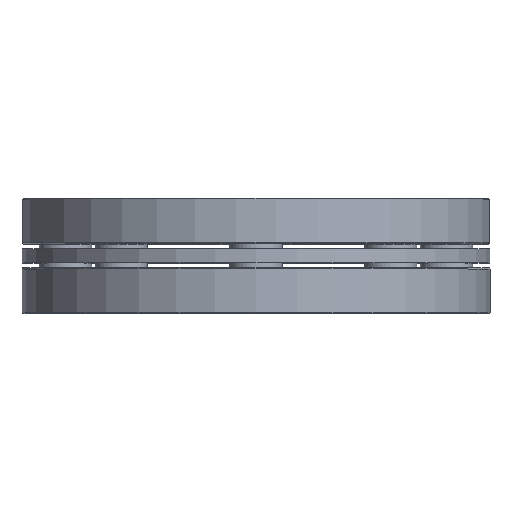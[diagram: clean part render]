
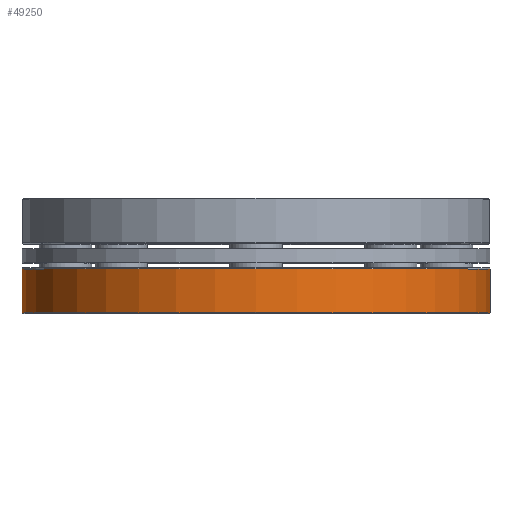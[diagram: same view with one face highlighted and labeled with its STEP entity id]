
A CAD part, top view. The second image highlights one B-rep face of the part: STEP entity #49250.
In plain terms, the highlighted cylindrical face has radius 183 mm (diameter 366 mm), a full revolution.
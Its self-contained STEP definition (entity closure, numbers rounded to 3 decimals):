
#5594=CYLINDRICAL_SURFACE('',#52417,183.);
#10418=ORIENTED_EDGE('',*,*,#17226,.T.);
#10419=ORIENTED_EDGE('',*,*,#17248,.T.);
#17226=EDGE_CURVE('',#21178,#21178,#23786,.T.);
#17248=EDGE_CURVE('',#21200,#21200,#23808,.F.);
#21178=VERTEX_POINT('',#71070);
#21200=VERTEX_POINT('',#71136);
#23786=CIRCLE('',#52374,183.);
#23808=CIRCLE('',#52418,183.);
#26390=EDGE_LOOP('',(#10418));
#26391=EDGE_LOOP('',(#10419));
#29810=FACE_BOUND('',#26390,.T.);
#29811=FACE_BOUND('',#26391,.T.);
#49250=ADVANCED_FACE('',(#29810,#29811),#5594,.T.);
#52374=AXIS2_PLACEMENT_3D('',#71069,#59387,#59388);
#52417=AXIS2_PLACEMENT_3D('',#71134,#59473,#59474);
#52418=AXIS2_PLACEMENT_3D('',#71135,#59475,#59476);
#59387=DIRECTION('',(0.,-1.,0.));
#59388=DIRECTION('',(0.,0.,1.));
#59473=DIRECTION('',(0.,-1.,0.));
#59474=DIRECTION('',(0.,0.,1.));
#59475=DIRECTION('',(0.,-1.,0.));
#59476=DIRECTION('',(0.,0.,1.));
#71069=CARTESIAN_POINT('',(0.,-15.3,0.));
#71070=CARTESIAN_POINT('',(0.,-15.3,183.));
#71134=CARTESIAN_POINT('',(0.,-14.3,0.));
#71135=CARTESIAN_POINT('',(0.,-49.5,0.));
#71136=CARTESIAN_POINT('',(0.,-49.5,183.));
